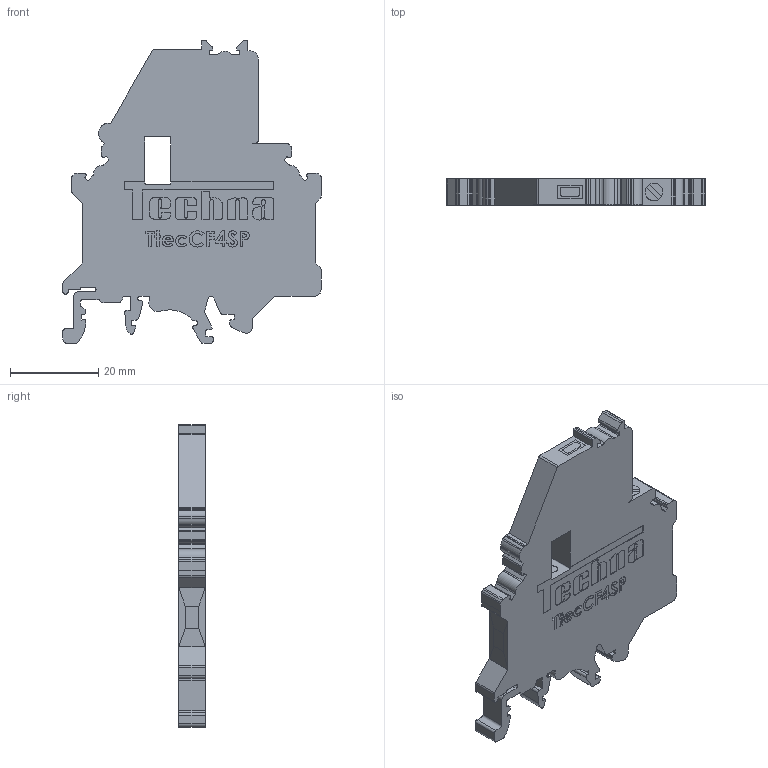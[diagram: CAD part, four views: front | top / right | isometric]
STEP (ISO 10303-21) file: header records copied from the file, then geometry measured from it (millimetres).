
FILE_DESCRIPTION (( 'STEP AP214' ), '1' );
FILE_NAME ('TtecCF4SP.STEP', '2020-06-17T13:32:42', ( '' ), ( '' ), 'SwSTEP 2.0', 'SolidWorks 2020', '' );
FILE_SCHEMA (( 'AUTOMOTIVE_DESIGN' ));
Length unit declared in the file: millimetre
Products named in the file (1): TtecCF4SP
Bounding box: 58.52 x 6 x 68.68 mm (x, y, z)
Volume: 15404.1 mm3; surface area: 7437.4 mm2
Topology: 1 solids, 1 shells, 805 faces, 2261 edges, 1500 vertices
Faces by surface type: plane 455, cylinder 260, bspline 90
Entity records: 36080 total; most frequent: CARTESIAN_POINT 9889, ORIENTED_EDGE 4522, DIRECTION 4037, EDGE_CURVE 2261, LINE 1557, VECTOR 1557, VERTEX_POINT 1500, AXIS2_PLACEMENT_3D 1240
